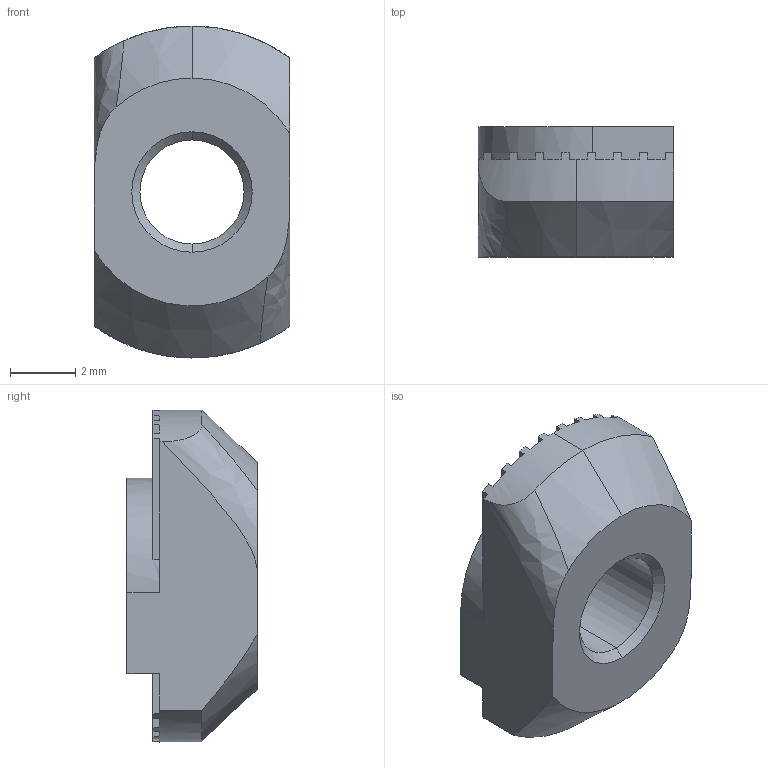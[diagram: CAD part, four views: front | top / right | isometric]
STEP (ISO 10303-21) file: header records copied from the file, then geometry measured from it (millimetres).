
FILE_DESCRIPTION (( 'STEP AP214' ), '1' );
FILE_NAME ('SNSD.30.52.09. Ò-Ãàéêà Ì4, ïàç 6(H29).STEP', '2015-01-13T07:33:34', ( 'XTreme.ws' ), ( 'XTreme.ws' ), 'SwSTEP 2.0', 'SolidWorks 2014', '' );
FILE_SCHEMA (( 'AUTOMOTIVE_DESIGN' ));
Length unit declared in the file: millimetre
Products named in the file (2): SNSD.30.52.09. Ò-Ãàéêà Ì4, ïàç 6(H29)
Bounding box: 6 x 4 x 10.2 mm (x, y, z)
Volume: 153.5 mm3; surface area: 238.8 mm2
Topology: 1 solids, 1 shells, 84 faces, 241 edges, 159 vertices
Faces by surface type: plane 68, cone 7, cylinder 7, bspline 2
Entity records: 2965 total; most frequent: CARTESIAN_POINT 650, ORIENTED_EDGE 482, DIRECTION 468, EDGE_CURVE 241, VECTOR 162, LINE 162, VERTEX_POINT 159, AXIS2_PLACEMENT_3D 153
